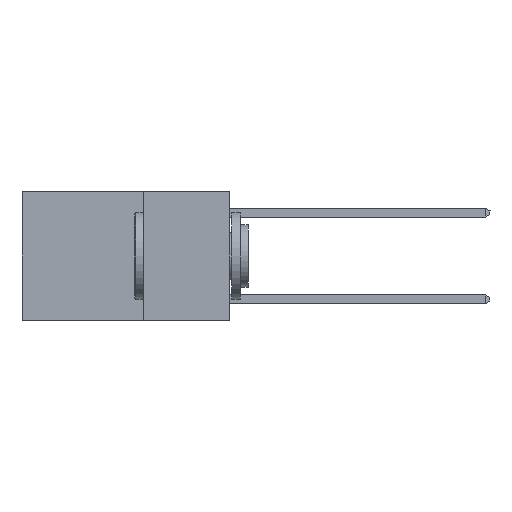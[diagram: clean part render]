
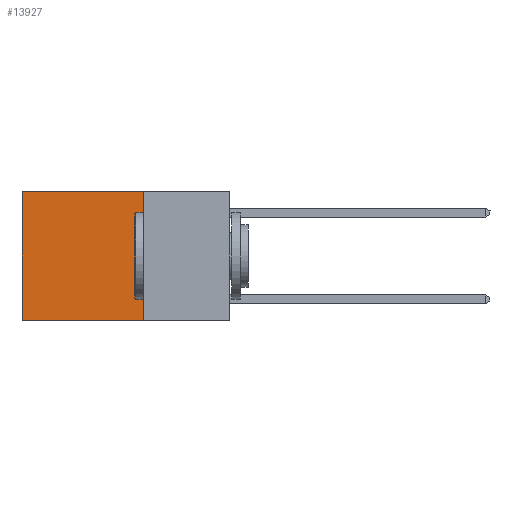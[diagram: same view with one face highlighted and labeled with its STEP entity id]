
A CAD part, left-side view. The second image highlights one B-rep face of the part: STEP entity #13927.
In plain terms, the highlighted planar face has unit normal (-1, 0, 0).
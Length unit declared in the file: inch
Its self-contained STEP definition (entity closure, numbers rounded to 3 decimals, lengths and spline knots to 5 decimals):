
#405 = FACE_OUTER_BOUND ( 'NONE', #12857, .T. ) ;
#509 = LINE ( 'NONE', #6252, #10014 ) ;
#1073 = EDGE_CURVE ( 'NONE', #11400, #8927, #12558, .T. ) ;
#1515 = VERTEX_POINT ( 'NONE', #3049 ) ;
#1601 = EDGE_CURVE ( 'NONE', #8927, #3647, #509, .T. ) ;
#2796 = CARTESIAN_POINT ( 'NONE',  ( 0.2625, 0.25, 0. ) ) ;
#3049 = CARTESIAN_POINT ( 'NONE',  ( 0.2625, 0.25, -0.37 ) ) ;
#3248 = ORIENTED_EDGE ( 'NONE', *, *, #10668, .F. ) ;
#3647 = VERTEX_POINT ( 'NONE', #7587 ) ;
#4056 = DIRECTION ( 'NONE',  ( 0., 0., -1. ) ) ;
#4224 = LINE ( 'NONE', #10959, #10408 ) ;
#5770 = ORIENTED_EDGE ( 'NONE', *, *, #1073, .T. ) ;
#6168 = VECTOR ( 'NONE', #15482, 39.37008 ) ;
#6252 = CARTESIAN_POINT ( 'NONE',  ( 0.2625, 0.6, 0. ) ) ;
#7154 = DIRECTION ( 'NONE',  ( 0., 0., -1. ) ) ;
#7381 = DIRECTION ( 'NONE',  ( 0., 1., 0. ) ) ;
#7431 = CARTESIAN_POINT ( 'NONE',  ( 0.2625, 0.25, 0. ) ) ;
#7587 = CARTESIAN_POINT ( 'NONE',  ( 0.2625, 0.6, -0.37 ) ) ;
#8191 = DIRECTION ( 'NONE',  ( 0., 0., -1. ) ) ;
#8927 = VERTEX_POINT ( 'NONE', #13252 ) ;
#10014 = VECTOR ( 'NONE', #8191, 39.37008 ) ;
#10408 = VECTOR ( 'NONE', #7154, 39.37008 ) ;
#10668 = EDGE_CURVE ( 'NONE', #1515, #3647, #13322, .T. ) ;
#10866 = VECTOR ( 'NONE', #7381, 39.37008 ) ;
#10959 = CARTESIAN_POINT ( 'NONE',  ( 0.2625, 0.25, 0. ) ) ;
#11400 = VERTEX_POINT ( 'NONE', #14594 ) ;
#11517 = DIRECTION ( 'NONE',  ( 1., 0., 0. ) ) ;
#11678 = CARTESIAN_POINT ( 'NONE',  ( 0.2625, 0.25, -0.37 ) ) ;
#12357 = ORIENTED_EDGE ( 'NONE', *, *, #1601, .T. ) ;
#12558 = LINE ( 'NONE', #7431, #10866 ) ;
#12741 = EDGE_CURVE ( 'NONE', #11400, #1515, #4224, .T. ) ;
#12857 = EDGE_LOOP ( 'NONE', ( #12357, #3248, #13250, #5770 ) ) ;
#13250 = ORIENTED_EDGE ( 'NONE', *, *, #12741, .F. ) ;
#13252 = CARTESIAN_POINT ( 'NONE',  ( 0.2625, 0.6, 0. ) ) ;
#13322 = LINE ( 'NONE', #11678, #6168 ) ;
#13620 = AXIS2_PLACEMENT_3D ( 'NONE', #2796, #11517, #4056 ) ;
#13927 = ADVANCED_FACE ( 'NONE', ( #405 ), #15284, .F. ) ;
#14594 = CARTESIAN_POINT ( 'NONE',  ( 0.2625, 0.25, 0. ) ) ;
#15284 = PLANE ( 'NONE',  #13620 ) ;
#15482 = DIRECTION ( 'NONE',  ( 0., 1., 0. ) ) ;
